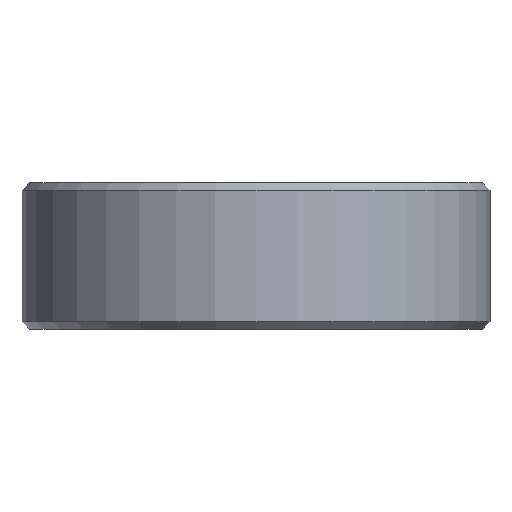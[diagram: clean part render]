
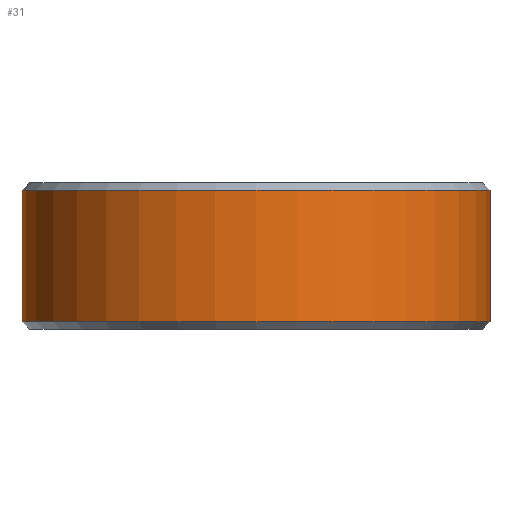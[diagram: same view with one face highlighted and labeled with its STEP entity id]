
A CAD part, front view. The second image highlights one B-rep face of the part: STEP entity #31.
In plain terms, the highlighted cylindrical face has radius 4 mm (diameter 8 mm), a partial arc.
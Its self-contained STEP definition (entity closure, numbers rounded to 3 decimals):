
#31 = ADVANCED_FACE ( 'NONE', ( #1500 ), #1451, .T. ) ;
#32 = LINE ( 'NONE', #1225, #1597 ) ;
#91 = DIRECTION ( 'NONE',  ( 0., 0., 1. ) ) ;
#114 = LINE ( 'NONE', #1586, #1595 ) ;
#231 = CARTESIAN_POINT ( 'NONE',  ( 4., 0., 1.125 ) ) ;
#244 = CARTESIAN_POINT ( 'NONE',  ( -4., 0., 1.125 ) ) ;
#287 = CARTESIAN_POINT ( 'NONE',  ( 4., 0., -1.125 ) ) ;
#326 = VERTEX_POINT ( 'NONE', #244 ) ;
#379 = CIRCLE ( 'NONE', #852, 4. ) ;
#404 = EDGE_CURVE ( 'NONE', #807, #1506, #379, .T. ) ;
#415 = EDGE_CURVE ( 'NONE', #1506, #583, #32, .T. ) ;
#501 = ORIENTED_EDGE ( 'NONE', *, *, #415, .T. ) ;
#503 = CARTESIAN_POINT ( 'NONE',  ( 0., 0., 1.125 ) ) ;
#527 = DIRECTION ( 'NONE',  ( 0., 0., 1. ) ) ;
#573 = DIRECTION ( 'NONE',  ( 1., 0., 0. ) ) ;
#583 = VERTEX_POINT ( 'NONE', #231 ) ;
#584 = DIRECTION ( 'NONE',  ( 0., 0., 1. ) ) ;
#649 = EDGE_CURVE ( 'NONE', #326, #583, #1560, .T. ) ;
#651 = DIRECTION ( 'NONE',  ( 1., 0., 0. ) ) ;
#663 = CARTESIAN_POINT ( 'NONE',  ( 0., 0., 1.25 ) ) ;
#748 = AXIS2_PLACEMENT_3D ( 'NONE', #503, #1026, #651 ) ;
#777 = ORIENTED_EDGE ( 'NONE', *, *, #404, .T. ) ;
#801 = ORIENTED_EDGE ( 'NONE', *, *, #1540, .F. ) ;
#807 = VERTEX_POINT ( 'NONE', #1276 ) ;
#844 = ORIENTED_EDGE ( 'NONE', *, *, #649, .F. ) ;
#852 = AXIS2_PLACEMENT_3D ( 'NONE', #1634, #1008, #573 ) ;
#1008 = DIRECTION ( 'NONE',  ( 0., 0., 1. ) ) ;
#1026 = DIRECTION ( 'NONE',  ( 0., 0., 1. ) ) ;
#1225 = CARTESIAN_POINT ( 'NONE',  ( 4., 0., 1.25 ) ) ;
#1276 = CARTESIAN_POINT ( 'NONE',  ( -4., 0., -1.125 ) ) ;
#1422 = DIRECTION ( 'NONE',  ( 1., 0., 0. ) ) ;
#1431 = EDGE_LOOP ( 'NONE', ( #801, #777, #501, #844 ) ) ;
#1451 = CYLINDRICAL_SURFACE ( 'NONE', #1577, 4. ) ;
#1500 = FACE_OUTER_BOUND ( 'NONE', #1431, .T. ) ;
#1506 = VERTEX_POINT ( 'NONE', #287 ) ;
#1540 = EDGE_CURVE ( 'NONE', #807, #326, #114, .T. ) ;
#1560 = CIRCLE ( 'NONE', #748, 4. ) ;
#1577 = AXIS2_PLACEMENT_3D ( 'NONE', #663, #527, #1422 ) ;
#1586 = CARTESIAN_POINT ( 'NONE',  ( -4., 0., 1.25 ) ) ;
#1595 = VECTOR ( 'NONE', #584, 1000. ) ;
#1597 = VECTOR ( 'NONE', #91, 1000. ) ;
#1634 = CARTESIAN_POINT ( 'NONE',  ( 0., 0., -1.125 ) ) ;
